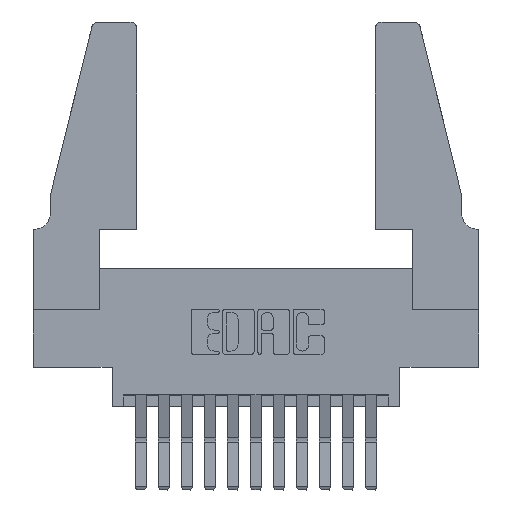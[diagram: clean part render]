
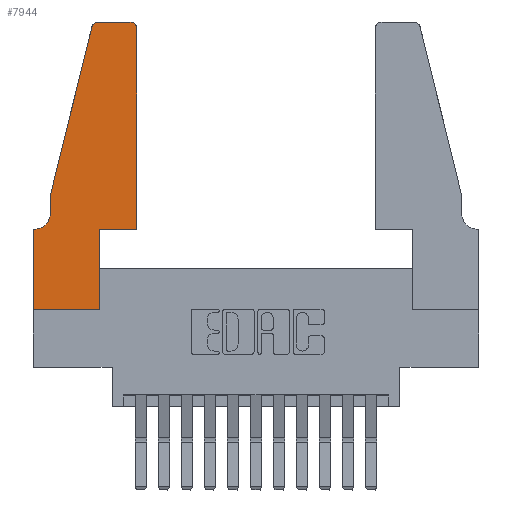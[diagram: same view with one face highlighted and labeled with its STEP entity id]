
A CAD part, top view. The second image highlights one B-rep face of the part: STEP entity #7944.
In plain terms, the highlighted planar face has unit normal (0, 0, 1).
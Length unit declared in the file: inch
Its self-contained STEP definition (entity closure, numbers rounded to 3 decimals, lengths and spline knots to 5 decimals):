
#183 = ORIENTED_EDGE ( 'NONE', *, *, #1717, .T. ) ;
#494 = VERTEX_POINT ( 'NONE', #3613 ) ;
#501 = DIRECTION ( 'NONE',  ( 1., 0., 0. ) ) ;
#520 = ORIENTED_EDGE ( 'NONE', *, *, #6311, .T. ) ;
#523 = EDGE_CURVE ( 'NONE', #7631, #792, #1646, .T. ) ;
#677 = DIRECTION ( 'NONE',  ( 0., 0., 1. ) ) ;
#792 = VERTEX_POINT ( 'NONE', #5662 ) ;
#929 = DIRECTION ( 'NONE',  ( 1., 0., 0. ) ) ;
#1002 = VECTOR ( 'NONE', #9856, 39.37008 ) ;
#1066 = ORIENTED_EDGE ( 'NONE', *, *, #12056, .T. ) ;
#1371 = DIRECTION ( 'NONE',  ( 0., 0., 1. ) ) ;
#1379 = CARTESIAN_POINT ( 'NONE',  ( 0.4205, 1.22, 0.37 ) ) ;
#1502 = VERTEX_POINT ( 'NONE', #12696 ) ;
#1646 = CIRCLE ( 'NONE', #10531, 0.03 ) ;
#1717 = EDGE_CURVE ( 'NONE', #6724, #13815, #11422, .T. ) ;
#2402 = VECTOR ( 'NONE', #8980, 39.37008 ) ;
#2459 = CARTESIAN_POINT ( 'NONE',  ( 0.0755, 0.5, 0.37 ) ) ;
#2460 = CARTESIAN_POINT ( 'NONE',  ( 0.4505, 0.35, 0.37 ) ) ;
#2594 = CARTESIAN_POINT ( 'NONE',  ( 0., 0., 0.37 ) ) ;
#2625 = EDGE_CURVE ( 'NONE', #12160, #3181, #12455, .T. ) ;
#2684 = CARTESIAN_POINT ( 'NONE',  ( 0.2865, 0.35, 0.37 ) ) ;
#3127 = ORIENTED_EDGE ( 'NONE', *, *, #3615, .T. ) ;
#3181 = VERTEX_POINT ( 'NONE', #4770 ) ;
#3315 = ORIENTED_EDGE ( 'NONE', *, *, #11883, .T. ) ;
#3613 = CARTESIAN_POINT ( 'NONE',  ( 0.0055, 0.35, 0.37 ) ) ;
#3615 = EDGE_CURVE ( 'NONE', #6444, #12160, #11363, .T. ) ;
#3622 = LINE ( 'NONE', #10972, #6368 ) ;
#3782 = CARTESIAN_POINT ( 'NONE',  ( 0.0755, 0.5, 0.37 ) ) ;
#4666 = LINE ( 'NONE', #9008, #7793 ) ;
#4770 = CARTESIAN_POINT ( 'NONE',  ( 0.0755, 0.42, 0.37 ) ) ;
#4884 = ORIENTED_EDGE ( 'NONE', *, *, #6533, .T. ) ;
#5103 = VERTEX_POINT ( 'NONE', #12878 ) ;
#5369 = CARTESIAN_POINT ( 'NONE',  ( 0.284, 1.22, 0.37 ) ) ;
#5662 = CARTESIAN_POINT ( 'NONE',  ( 0.4205, 1.25, 0.37 ) ) ;
#6223 = FACE_OUTER_BOUND ( 'NONE', #14163, .T. ) ;
#6311 = EDGE_CURVE ( 'NONE', #13815, #5103, #14033, .T. ) ;
#6368 = VECTOR ( 'NONE', #8663, 39.37008 ) ;
#6444 = VERTEX_POINT ( 'NONE', #7228 ) ;
#6530 = DIRECTION ( 'NONE',  ( 1., 0., 0. ) ) ;
#6533 = EDGE_CURVE ( 'NONE', #5103, #9109, #13857, .T. ) ;
#6642 = VECTOR ( 'NONE', #11950, 39.37008 ) ;
#6724 = VERTEX_POINT ( 'NONE', #7735 ) ;
#6933 = CARTESIAN_POINT ( 'NONE',  ( 0., 0., 0.37 ) ) ;
#7016 = DIRECTION ( 'NONE',  ( 0., 0., -1. ) ) ;
#7099 = ORIENTED_EDGE ( 'NONE', *, *, #14986, .T. ) ;
#7148 = CARTESIAN_POINT ( 'NONE',  ( 0.4505, 1.22, 0.37 ) ) ;
#7228 = CARTESIAN_POINT ( 'NONE',  ( 0.25487, 1.22718, 0.37 ) ) ;
#7509 = CARTESIAN_POINT ( 'NONE',  ( 0., 0., 0.37 ) ) ;
#7631 = VERTEX_POINT ( 'NONE', #7148 ) ;
#7735 = CARTESIAN_POINT ( 'NONE',  ( 0., 0.35, 0.37 ) ) ;
#7793 = VECTOR ( 'NONE', #10192, 39.37008 ) ;
#7910 = VECTOR ( 'NONE', #929, 39.37008 ) ;
#7944 = ADVANCED_FACE ( 'NONE', ( #6223 ), #13604, .T. ) ;
#8246 = VECTOR ( 'NONE', #9068, 39.37008 ) ;
#8345 = DIRECTION ( 'NONE',  ( 1., 0., 0. ) ) ;
#8663 = DIRECTION ( 'NONE',  ( -1., 0., 0. ) ) ;
#8671 = CARTESIAN_POINT ( 'NONE',  ( 0.0755, 0.35, 0.37 ) ) ;
#8736 = CIRCLE ( 'NONE', #12033, 0.03 ) ;
#8961 = CARTESIAN_POINT ( 'NONE',  ( 0.0755, 0.5, 0.37 ) ) ;
#8980 = DIRECTION ( 'NONE',  ( 0., -1., 0. ) ) ;
#9008 = CARTESIAN_POINT ( 'NONE',  ( 0.4505, 0.35, 0.37 ) ) ;
#9024 = DIRECTION ( 'NONE',  ( 1., 0., 0. ) ) ;
#9068 = DIRECTION ( 'NONE',  ( -0.239, -0.971, 0. ) ) ;
#9109 = VERTEX_POINT ( 'NONE', #13309 ) ;
#9759 = EDGE_CURVE ( 'NONE', #792, #1502, #3622, .T. ) ;
#9856 = DIRECTION ( 'NONE',  ( -1., 0., 0. ) ) ;
#9862 = EDGE_CURVE ( 'NONE', #1502, #6444, #8736, .T. ) ;
#10192 = DIRECTION ( 'NONE',  ( 0., 1., 0. ) ) ;
#10457 = VECTOR ( 'NONE', #12064, 39.37008 ) ;
#10477 = LINE ( 'NONE', #8671, #1002 ) ;
#10531 = AXIS2_PLACEMENT_3D ( 'NONE', #1379, #1371, #501 ) ;
#10768 = VERTEX_POINT ( 'NONE', #13772 ) ;
#10972 = CARTESIAN_POINT ( 'NONE',  ( 0.2605, 1.25, 0.37 ) ) ;
#11198 = ORIENTED_EDGE ( 'NONE', *, *, #523, .T. ) ;
#11216 = ORIENTED_EDGE ( 'NONE', *, *, #9759, .T. ) ;
#11363 = LINE ( 'NONE', #8961, #8246 ) ;
#11422 = LINE ( 'NONE', #2594, #2402 ) ;
#11438 = CIRCLE ( 'NONE', #13837, 0.07 ) ;
#11541 = LINE ( 'NONE', #2460, #14184 ) ;
#11612 = ORIENTED_EDGE ( 'NONE', *, *, #2625, .T. ) ;
#11883 = EDGE_CURVE ( 'NONE', #10768, #7631, #4666, .T. ) ;
#11950 = DIRECTION ( 'NONE',  ( 0., -1., 0. ) ) ;
#12033 = AXIS2_PLACEMENT_3D ( 'NONE', #5369, #13439, #6530 ) ;
#12056 = EDGE_CURVE ( 'NONE', #3181, #494, #11438, .T. ) ;
#12064 = DIRECTION ( 'NONE',  ( 0., 1., 0. ) ) ;
#12160 = VERTEX_POINT ( 'NONE', #2459 ) ;
#12455 = LINE ( 'NONE', #3782, #6642 ) ;
#12661 = ORIENTED_EDGE ( 'NONE', *, *, #13828, .T. ) ;
#12696 = CARTESIAN_POINT ( 'NONE',  ( 0.284, 1.25, 0.37 ) ) ;
#12878 = CARTESIAN_POINT ( 'NONE',  ( 0.2865, 0., 0.37 ) ) ;
#13153 = ORIENTED_EDGE ( 'NONE', *, *, #9862, .T. ) ;
#13309 = CARTESIAN_POINT ( 'NONE',  ( 0.2865, 0.35, 0.37 ) ) ;
#13439 = DIRECTION ( 'NONE',  ( 0., 0., 1. ) ) ;
#13604 = PLANE ( 'NONE',  #13708 ) ;
#13708 = AXIS2_PLACEMENT_3D ( 'NONE', #14667, #677, #9024 ) ;
#13772 = CARTESIAN_POINT ( 'NONE',  ( 0.4505, 0.35, 0.37 ) ) ;
#13815 = VERTEX_POINT ( 'NONE', #7509 ) ;
#13828 = EDGE_CURVE ( 'NONE', #494, #6724, #10477, .T. ) ;
#13837 = AXIS2_PLACEMENT_3D ( 'NONE', #13930, #7016, #15032 ) ;
#13857 = LINE ( 'NONE', #2684, #10457 ) ;
#13930 = CARTESIAN_POINT ( 'NONE',  ( 0.0055, 0.42, 0.37 ) ) ;
#14033 = LINE ( 'NONE', #6933, #7910 ) ;
#14163 = EDGE_LOOP ( 'NONE', ( #11216, #13153, #3127, #11612, #1066, #12661, #183, #520, #4884, #7099, #3315, #11198 ) ) ;
#14184 = VECTOR ( 'NONE', #8345, 39.37008 ) ;
#14667 = CARTESIAN_POINT ( 'NONE',  ( 0., 0.35, 0.37 ) ) ;
#14986 = EDGE_CURVE ( 'NONE', #9109, #10768, #11541, .T. ) ;
#15032 = DIRECTION ( 'NONE',  ( -1., 0., 0. ) ) ;
